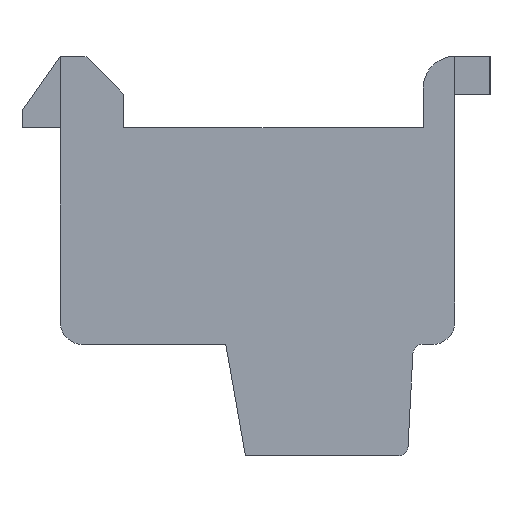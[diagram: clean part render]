
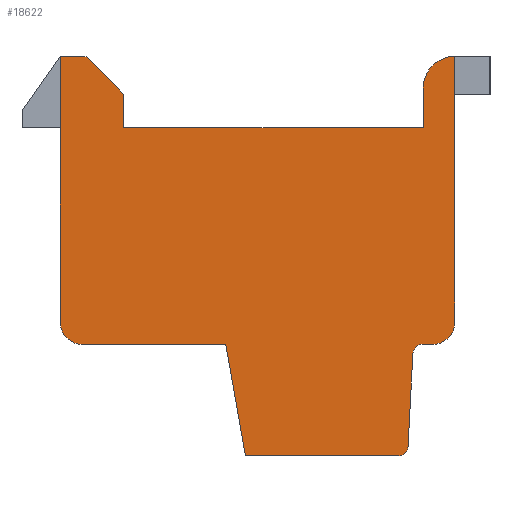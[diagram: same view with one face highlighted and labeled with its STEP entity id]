
A CAD part, left-side view. The second image highlights one B-rep face of the part: STEP entity #18622.
In plain terms, the highlighted planar face has unit normal (-1, 0, 0).
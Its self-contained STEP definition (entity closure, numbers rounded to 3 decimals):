
#1=CARTESIAN_POINT('',(0.,-5.55,-2.075));
#2=DIRECTION('',(1.,0.,0.));
#3=DIRECTION('',(0.,-1.,0.));
#4=AXIS2_PLACEMENT_3D('',#1,#2,#3);
#6=DIRECTION('',(0.,1.,0.));
#7=VECTOR('',#6,0.323);
#8=CARTESIAN_POINT('',(0.,-5.55,-2.775));
#9=LINE('',#8,#7);
#10=CARTESIAN_POINT('',(0.,-5.227,-3.075));
#11=DIRECTION('',(-1.,0.,0.));
#12=DIRECTION('',(0.,0.,1.));
#13=AXIS2_PLACEMENT_3D('',#10,#11,#12);
#15=DIRECTION('',(0.,0.052,-0.999));
#16=VECTOR('',#15,2.904);
#17=CARTESIAN_POINT('',(0.,-4.927,-3.075));
#18=LINE('',#17,#16);
#19=CARTESIAN_POINT('',(0.,-4.475,-5.975));
#20=DIRECTION('',(1.,0.,0.));
#21=DIRECTION('',(0.,-1.,0.));
#22=AXIS2_PLACEMENT_3D('',#19,#20,#21);
#24=DIRECTION('',(0.,1.,0.));
#25=VECTOR('',#24,4.808);
#26=CARTESIAN_POINT('',(0.,-4.475,-6.275));
#27=LINE('',#26,#25);
#28=DIRECTION('',(0.,0.174,0.985));
#29=VECTOR('',#28,3.554);
#30=CARTESIAN_POINT('',(0.,0.333,-6.275));
#31=LINE('',#30,#29);
#32=DIRECTION('',(0.,1.,0.));
#33=VECTOR('',#32,4.5);
#34=CARTESIAN_POINT('',(0.,0.95,-2.775));
#35=LINE('',#34,#33);
#36=CARTESIAN_POINT('',(0.,5.45,-2.075));
#37=DIRECTION('',(1.,0.,0.));
#38=DIRECTION('',(0.,0.,-1.));
#39=AXIS2_PLACEMENT_3D('',#36,#37,#38);
#41=CARTESIAN_POINT('',(0.,6.072,6.125));
#42=DIRECTION('',(1.,0.,0.));
#43=DIRECTION('',(0.,0.521,0.854));
#44=AXIS2_PLACEMENT_3D('',#41,#42,#43);
#46=DIRECTION('',(0.,-1.,0.));
#47=VECTOR('',#46,0.66);
#48=CARTESIAN_POINT('',(0.,6.072,6.275));
#49=LINE('',#48,#47);
#50=CARTESIAN_POINT('',(0.,5.412,6.125));
#51=DIRECTION('',(1.,0.,0.));
#52=DIRECTION('',(0.,0.,1.));
#53=AXIS2_PLACEMENT_3D('',#50,#51,#52);
#55=DIRECTION('',(0.,-0.707,-0.707));
#56=VECTOR('',#55,1.573);
#57=CARTESIAN_POINT('',(0.,5.306,6.231));
#58=LINE('',#57,#56);
#59=CARTESIAN_POINT('',(0.,4.3,5.013));
#60=DIRECTION('',(1.,0.,0.));
#61=DIRECTION('',(0.,-0.707,0.707));
#62=AXIS2_PLACEMENT_3D('',#59,#60,#61);
#64=DIRECTION('',(0.,0.,-1.));
#65=VECTOR('',#64,0.988);
#66=CARTESIAN_POINT('',(0.,4.15,5.013));
#67=LINE('',#66,#65);
#68=DIRECTION('',(0.,-1.,0.));
#69=VECTOR('',#68,9.4);
#70=CARTESIAN_POINT('',(0.,4.15,4.025));
#71=LINE('',#70,#69);
#72=DIRECTION('',(0.,0.,1.));
#73=VECTOR('',#72,1.25);
#74=CARTESIAN_POINT('',(0.,-5.25,4.025));
#75=LINE('',#74,#73);
#76=CARTESIAN_POINT('',(0.,-6.25,5.275));
#77=DIRECTION('',(1.,0.,0.));
#78=DIRECTION('',(0.,1.,0.));
#79=AXIS2_PLACEMENT_3D('',#76,#77,#78);
#449=DIRECTION('',(0.,0.,1.));
#450=VECTOR('',#449,8.35);
#451=CARTESIAN_POINT('',(0.,-6.25,-2.075));
#452=LINE('',#451,#450);
#8563=DIRECTION('',(0.,0.,-1.));
#8564=VECTOR('',#8563,8.328);
#8565=CARTESIAN_POINT('',(0.,6.15,6.253));
#8566=LINE('',#8565,#8564);
#14155=CARTESIAN_POINT('',(0.,6.072,6.275));
#14156=CARTESIAN_POINT('',(0.,5.412,6.275));
#14157=VERTEX_POINT('',#14155);
#14158=VERTEX_POINT('',#14156);
#14159=CARTESIAN_POINT('',(0.,5.306,6.231));
#14160=VERTEX_POINT('',#14159);
#14161=CARTESIAN_POINT('',(0.,4.194,5.119));
#14162=VERTEX_POINT('',#14161);
#14163=CARTESIAN_POINT('',(0.,4.15,5.013));
#14164=VERTEX_POINT('',#14163);
#14165=CARTESIAN_POINT('',(0.,4.15,4.025));
#14166=VERTEX_POINT('',#14165);
#14167=CARTESIAN_POINT('',(0.,-5.25,4.025));
#14168=VERTEX_POINT('',#14167);
#14169=CARTESIAN_POINT('',(0.,-5.25,5.275));
#14170=VERTEX_POINT('',#14169);
#14171=CARTESIAN_POINT('',(0.,-6.25,-2.075));
#14172=CARTESIAN_POINT('',(0.,-5.55,-2.775));
#14173=VERTEX_POINT('',#14171);
#14174=VERTEX_POINT('',#14172);
#14175=CARTESIAN_POINT('',(0.,-5.227,-2.775));
#14176=VERTEX_POINT('',#14175);
#14177=CARTESIAN_POINT('',(0.,-4.927,-3.075));
#14178=VERTEX_POINT('',#14177);
#14179=CARTESIAN_POINT('',(0.,-4.775,-5.975));
#14180=VERTEX_POINT('',#14179);
#14181=CARTESIAN_POINT('',(0.,-4.475,-6.275));
#14182=VERTEX_POINT('',#14181);
#14183=CARTESIAN_POINT('',(0.,0.333,-6.275));
#14184=VERTEX_POINT('',#14183);
#14185=CARTESIAN_POINT('',(0.,0.95,-2.775));
#14186=VERTEX_POINT('',#14185);
#14187=CARTESIAN_POINT('',(0.,5.45,-2.775));
#14188=VERTEX_POINT('',#14187);
#14189=CARTESIAN_POINT('',(0.,6.15,-2.075));
#14190=VERTEX_POINT('',#14189);
#15175=CARTESIAN_POINT('',(0.,6.15,6.253));
#15176=VERTEX_POINT('',#15175);
#15179=CARTESIAN_POINT('',(0.,-6.25,6.275));
#15180=VERTEX_POINT('',#15179);
#18575=CARTESIAN_POINT('',(0.,0.,0.));
#18576=DIRECTION('',(1.,0.,0.));
#18577=DIRECTION('',(0.,-1.,0.));
#18578=AXIS2_PLACEMENT_3D('',#18575,#18576,#18577);
#18579=PLANE('',#18578);
#18581=ORIENTED_EDGE('',*,*,#18580,.F.);
#18583=ORIENTED_EDGE('',*,*,#18582,.T.);
#18585=ORIENTED_EDGE('',*,*,#18584,.T.);
#18587=ORIENTED_EDGE('',*,*,#18586,.T.);
#18589=ORIENTED_EDGE('',*,*,#18588,.T.);
#18591=ORIENTED_EDGE('',*,*,#18590,.T.);
#18593=ORIENTED_EDGE('',*,*,#18592,.T.);
#18595=ORIENTED_EDGE('',*,*,#18594,.T.);
#18597=ORIENTED_EDGE('',*,*,#18596,.T.);
#18599=ORIENTED_EDGE('',*,*,#18598,.T.);
#18601=ORIENTED_EDGE('',*,*,#18600,.F.);
#18603=ORIENTED_EDGE('',*,*,#18602,.T.);
#18605=ORIENTED_EDGE('',*,*,#18604,.T.);
#18607=ORIENTED_EDGE('',*,*,#18606,.T.);
#18609=ORIENTED_EDGE('',*,*,#18608,.T.);
#18611=ORIENTED_EDGE('',*,*,#18610,.T.);
#18613=ORIENTED_EDGE('',*,*,#18612,.T.);
#18615=ORIENTED_EDGE('',*,*,#18614,.T.);
#18617=ORIENTED_EDGE('',*,*,#18616,.T.);
#18619=ORIENTED_EDGE('',*,*,#18618,.T.);
#18620=EDGE_LOOP('',(#18581,#18583,#18585,#18587,#18589,#18591,#18593,#18595,
#18597,#18599,#18601,#18603,#18605,#18607,#18609,#18611,#18613,#18615,#18617,
#18619));
#18621=FACE_OUTER_BOUND('',#18620,.F.);
#18622=ADVANCED_FACE('',(#18621),#18579,.F.);
#5=CIRCLE('',#4,0.7);
#14=CIRCLE('',#13,0.3);
#23=CIRCLE('',#22,0.3);
#40=CIRCLE('',#39,0.7);
#45=CIRCLE('',#44,0.15);
#54=CIRCLE('',#53,0.15);
#63=CIRCLE('',#62,0.15);
#80=CIRCLE('',#79,1.);
#18580=EDGE_CURVE('',#14173,#15180,#452,.T.);
#18582=EDGE_CURVE('',#14173,#14174,#5,.T.);
#18584=EDGE_CURVE('',#14174,#14176,#9,.T.);
#18586=EDGE_CURVE('',#14176,#14178,#14,.T.);
#18588=EDGE_CURVE('',#14178,#14180,#18,.T.);
#18590=EDGE_CURVE('',#14180,#14182,#23,.T.);
#18592=EDGE_CURVE('',#14182,#14184,#27,.T.);
#18594=EDGE_CURVE('',#14184,#14186,#31,.T.);
#18596=EDGE_CURVE('',#14186,#14188,#35,.T.);
#18598=EDGE_CURVE('',#14188,#14190,#40,.T.);
#18600=EDGE_CURVE('',#15176,#14190,#8566,.T.);
#18602=EDGE_CURVE('',#15176,#14157,#45,.T.);
#18604=EDGE_CURVE('',#14157,#14158,#49,.T.);
#18606=EDGE_CURVE('',#14158,#14160,#54,.T.);
#18608=EDGE_CURVE('',#14160,#14162,#58,.T.);
#18610=EDGE_CURVE('',#14162,#14164,#63,.T.);
#18612=EDGE_CURVE('',#14164,#14166,#67,.T.);
#18614=EDGE_CURVE('',#14166,#14168,#71,.T.);
#18616=EDGE_CURVE('',#14168,#14170,#75,.T.);
#18618=EDGE_CURVE('',#14170,#15180,#80,.T.);
